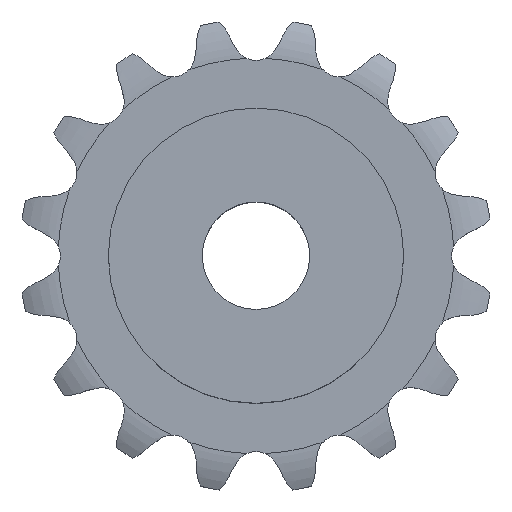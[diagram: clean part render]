
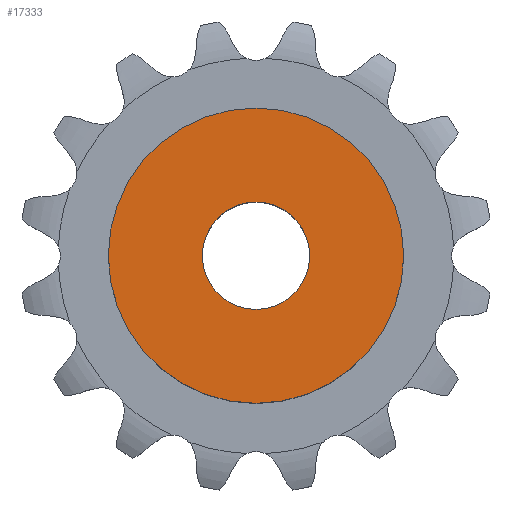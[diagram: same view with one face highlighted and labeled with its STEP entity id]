
A CAD part, top view. The second image highlights one B-rep face of the part: STEP entity #17333.
In plain terms, the highlighted planar face has unit normal (0, 0, 1).
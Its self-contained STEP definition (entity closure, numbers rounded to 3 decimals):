
#2487 = CYLINDRICAL_SURFACE('',#2488,11.);
#2488 = AXIS2_PLACEMENT_3D('',#2489,#2490,#2491);
#2489 = CARTESIAN_POINT('',(0.,0.,0.));
#2490 = DIRECTION('',(-0.,-0.,-1.));
#2491 = DIRECTION('',(1.,0.,0.));
#11222 = VERTEX_POINT('',#11223);
#11223 = CARTESIAN_POINT('',(11.,0.,14.));
#11244 = EDGE_CURVE('',#11222,#11222,#11245,.T.);
#11245 = SURFACE_CURVE('',#11246,(#11251,#11258),.PCURVE_S1.);
#11246 = CIRCLE('',#11247,11.);
#11247 = AXIS2_PLACEMENT_3D('',#11248,#11249,#11250);
#11248 = CARTESIAN_POINT('',(0.,0.,14.));
#11249 = DIRECTION('',(0.,0.,1.));
#11250 = DIRECTION('',(1.,0.,0.));
#11251 = PCURVE('',#2487,#11252);
#11252 = DEFINITIONAL_REPRESENTATION('',(#11253),#11257);
#11253 = LINE('',#11254,#11255);
#11254 = CARTESIAN_POINT('',(-0.,-14.));
#11255 = VECTOR('',#11256,1.);
#11256 = DIRECTION('',(-1.,0.));
#11257 = ( GEOMETRIC_REPRESENTATION_CONTEXT(2) 
PARAMETRIC_REPRESENTATION_CONTEXT() REPRESENTATION_CONTEXT('2D SPACE',''
  ) );
#11258 = PCURVE('',#11259,#11264);
#11259 = PLANE('',#11260);
#11260 = AXIS2_PLACEMENT_3D('',#11261,#11262,#11263);
#11261 = CARTESIAN_POINT('',(0.,0.,14.
    ));
#11262 = DIRECTION('',(0.,0.,1.));
#11263 = DIRECTION('',(1.,0.,0.));
#11264 = DEFINITIONAL_REPRESENTATION('',(#11265),#11269);
#11265 = CIRCLE('',#11266,11.);
#11266 = AXIS2_PLACEMENT_2D('',#11267,#11268);
#11267 = CARTESIAN_POINT('',(0.,0.));
#11268 = DIRECTION('',(1.,0.));
#11269 = ( GEOMETRIC_REPRESENTATION_CONTEXT(2) 
PARAMETRIC_REPRESENTATION_CONTEXT() REPRESENTATION_CONTEXT('2D SPACE',''
  ) );
#14787 = CYLINDRICAL_SURFACE('',#14788,4.);
#14788 = AXIS2_PLACEMENT_3D('',#14789,#14790,#14791);
#14789 = CARTESIAN_POINT('',(0.,0.,57.419));
#14790 = DIRECTION('',(0.,0.,1.));
#14791 = DIRECTION('',(1.,0.,0.));
#17333 = ADVANCED_FACE('',(#17334,#17337),#11259,.T.);
#17334 = FACE_BOUND('',#17335,.T.);
#17335 = EDGE_LOOP('',(#17336));
#17336 = ORIENTED_EDGE('',*,*,#11244,.T.);
#17337 = FACE_BOUND('',#17338,.T.);
#17338 = EDGE_LOOP('',(#17339));
#17339 = ORIENTED_EDGE('',*,*,#17340,.F.);
#17340 = EDGE_CURVE('',#17341,#17341,#17343,.T.);
#17341 = VERTEX_POINT('',#17342);
#17342 = CARTESIAN_POINT('',(4.,0.,14.));
#17343 = SURFACE_CURVE('',#17344,(#17349,#17356),.PCURVE_S1.);
#17344 = CIRCLE('',#17345,4.);
#17345 = AXIS2_PLACEMENT_3D('',#17346,#17347,#17348);
#17346 = CARTESIAN_POINT('',(0.,0.,14.));
#17347 = DIRECTION('',(0.,0.,1.));
#17348 = DIRECTION('',(1.,0.,0.));
#17349 = PCURVE('',#11259,#17350);
#17350 = DEFINITIONAL_REPRESENTATION('',(#17351),#17355);
#17351 = CIRCLE('',#17352,4.);
#17352 = AXIS2_PLACEMENT_2D('',#17353,#17354);
#17353 = CARTESIAN_POINT('',(0.,0.));
#17354 = DIRECTION('',(1.,0.));
#17355 = ( GEOMETRIC_REPRESENTATION_CONTEXT(2) 
PARAMETRIC_REPRESENTATION_CONTEXT() REPRESENTATION_CONTEXT('2D SPACE',''
  ) );
#17356 = PCURVE('',#14787,#17357);
#17357 = DEFINITIONAL_REPRESENTATION('',(#17358),#17362);
#17358 = LINE('',#17359,#17360);
#17359 = CARTESIAN_POINT('',(0.,-43.419));
#17360 = VECTOR('',#17361,1.);
#17361 = DIRECTION('',(1.,0.));
#17362 = ( GEOMETRIC_REPRESENTATION_CONTEXT(2) 
PARAMETRIC_REPRESENTATION_CONTEXT() REPRESENTATION_CONTEXT('2D SPACE',''
  ) );
